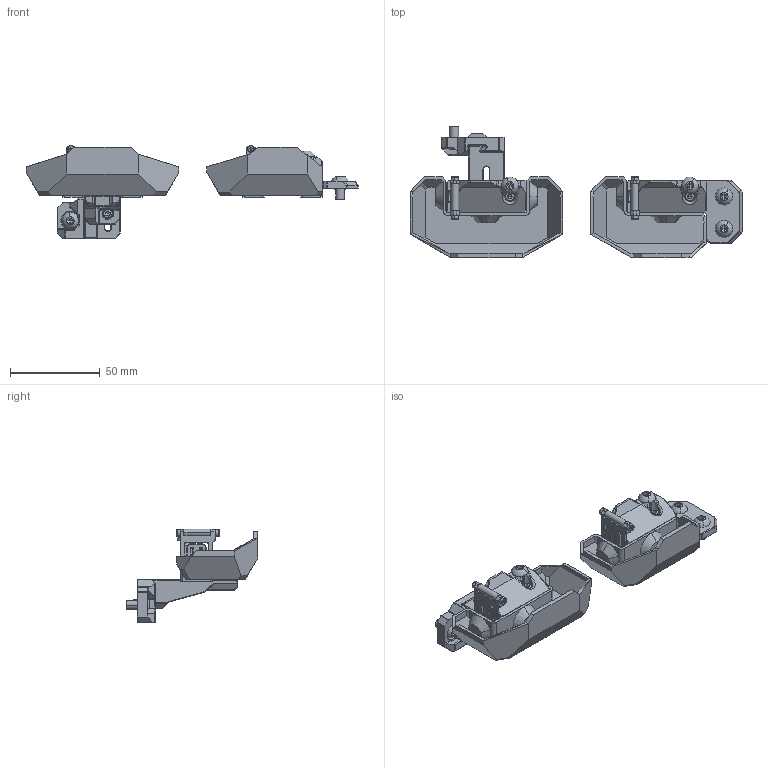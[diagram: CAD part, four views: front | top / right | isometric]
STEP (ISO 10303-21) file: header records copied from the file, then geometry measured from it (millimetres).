
FILE_DESCRIPTION (( 'STEP AP214' ), '1' );
FILE_NAME ('FZWN_v2.STEP', '2023-12-13T14:04:55', ( '' ), ( '' ), 'SwSTEP 2.0', 'SolidWorks 2023', '' );
FILE_SCHEMA (( 'AUTOMOTIVE_DESIGN' ));
Length unit declared in the file: millimetre
Products named in the file (15): 内六角圆柱头螺钉 GB-T 70.1-2000 - M3X8-N_GB_FASTENER_SCREWS_HSHCS M3X8-N; FZWN_Wipe_Arm; FZWN_Block; FZWN_Bucket-Voron; FZWN_Block-Voron; FZWN_Slope; 内六角平圆头螺钉 GB-T 70.2-2000 - M5X10-N_GB_SOCKET_TYPE7 M5X10-N; 内六角圆柱头螺钉 GB-T 70.1-2000 - M2X8-N_GB_FASTENER_SCREWS_HSHCS M2X8-N; FZWN_Common_Support_Arm; FZWN_Common_Mount; PTFE_4x15mm; FZWN_Bucket; FZWN_v2; Printhead_E3DV6; 1型六角螺母 GB-T 6170-2000 - M3-N_GB_FASTENER_NUT_SNAB1 M3-N
Assembly tree (28 placements, depth 2):
  FZWN_v2
    FZWN_Block
    FZWN_Wipe_Arm  x2
    FZWN_Slope  x2
    FZWN_Common_Support_Arm
    FZWN_Common_Mount
    FZWN_Bucket
    PTFE_4x15mm  x2
    内六角平圆头螺钉 GB-T 70.2-2000 - M5X10-N_GB_SOCKET_TYPE7 M5X10-N  x5
    内六角圆柱头螺钉 GB-T 70.1-2000 - M3X8-N_GB_FASTENER_SCREWS_HSHCS M3X8-N  x5
    1型六角螺母 GB-T 6170-2000 - M3-N_GB_FASTENER_NUT_SNAB1 M3-N  x2
    内六角圆柱头螺钉 GB-T 70.1-2000 - M2X8-N_GB_FASTENER_SCREWS_HSHCS M2X8-N  x4
    FZWN_Block-Voron
    FZWN_Bucket-Voron
  Printhead_E3DV6
Bounding box: 184.5 x 73 x 52 mm (x, y, z)
Volume: 60798.6 mm3; surface area: 47819.3 mm2
Topology: 28 solids, 28 shells, 1870 faces, 4594 edges, 2792 vertices
Faces by surface type: plane 1107, cylinder 373, cone 244, bspline 96, torus 30, sphere 20
Entity records: 42029 total; most frequent: CARTESIAN_POINT 11581, ORIENTED_EDGE 6386, DIRECTION 5978, EDGE_CURVE 3193, VECTOR 2154, LINE 2154, VERTEX_POINT 1960, AXIS2_PLACEMENT_3D 1912
